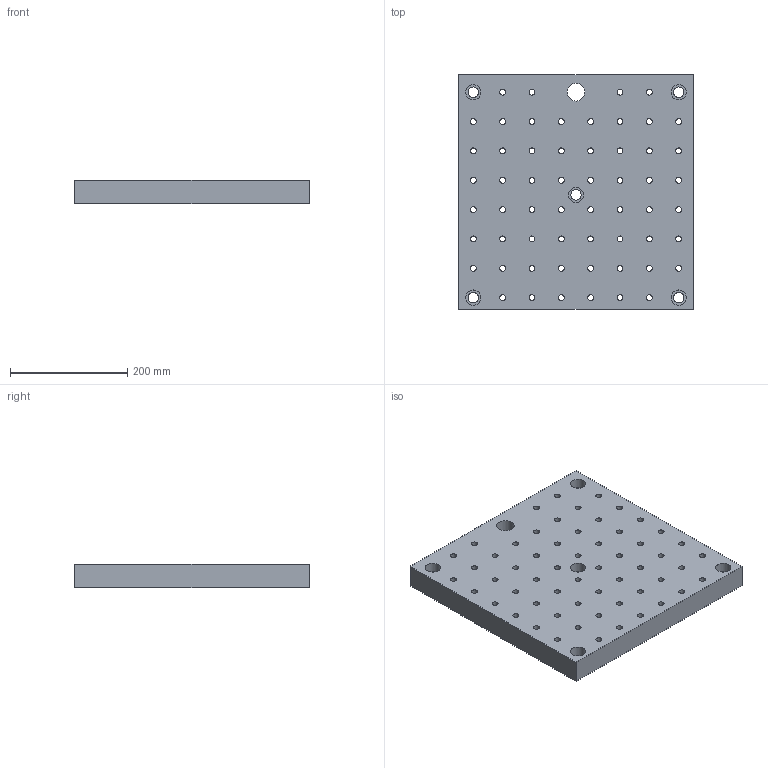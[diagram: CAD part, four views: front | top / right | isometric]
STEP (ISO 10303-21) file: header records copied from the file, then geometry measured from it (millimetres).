
FILE_DESCRIPTION( ( 'Unknown' ), '1' );
FILE_NAME( 'BP15-40400-0400-12.stp', 'Unknown', ( 'S.C.H' ), ( 'Unknown' ), 'XStep 1.0', 'Unknown', ' ' );
FILE_SCHEMA( ( 'CONFIG_CONTROL_DESIGN' ) );
Length unit declared in the file: millimetre
Products named in the file (1): 1
Bounding box: 400 x 400 x 40 mm (x, y, z)
Volume: 6106372.8 mm3; surface area: 463287.3 mm2
Topology: 1 solids, 1 shells, 84 faces, 266 edges, 189 vertices
Faces by surface type: cylinder 71, plane 11, cone 2
Full cylindrical faces by diameter (mm): 10.106 x60, 18 x5, 26 x5, 30 x1
Entity records: 2664 total; most frequent: DIRECTION 466, CARTESIAN_POINT 391, ORIENTED_EDGE 308, EDGE_LOOP 290, AXIS2_PLACEMENT_3D 227, FACE_OUTER_BOUND 155, EDGE_CURVE 154, VERTEX_POINT 152
